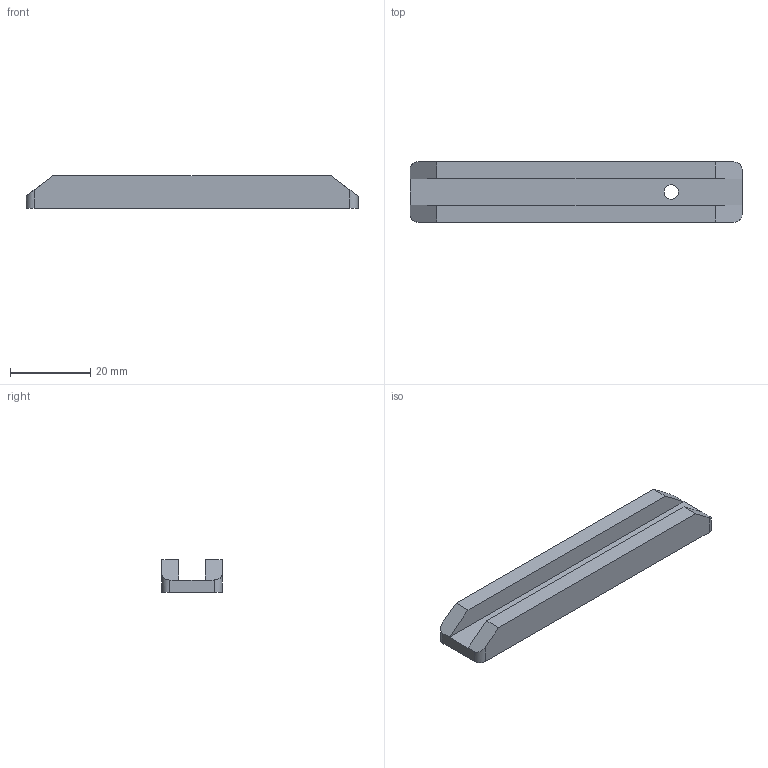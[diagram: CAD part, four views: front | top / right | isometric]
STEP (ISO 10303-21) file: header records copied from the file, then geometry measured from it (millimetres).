
FILE_DESCRIPTION(/* description */ (''),/* implementation_level */ '2;1');
FILE_NAME(/* name */ 'Fastener.step',/* time_stamp */ '2023-06-02T21:55:57+02:00',/* author */ (''),/* organization */ (''),/* preprocessor_version */ 'ST-DEVELOPER v19.2',/* originating_system */ 'Autodesk Translation Framework v12.4.0.73',/* authorisation */ '');
FILE_SCHEMA (('AUTOMOTIVE_DESIGN { 1 0 10303 214 3 1 1 }'));
Length unit declared in the file: millimetre
Products named in the file (1): Fastener
Bounding box: 82.6 x 15 x 8 mm (x, y, z)
Volume: 6867 mm3; surface area: 4608.2 mm2
Topology: 1 solids, 1 shells, 19 faces, 47 edges, 30 vertices
Faces by surface type: plane 14, cylinder 5
Full cylindrical faces by diameter (mm): 3.6 x1
Entity records: 596 total; most frequent: DIRECTION 97, CARTESIAN_POINT 97, ORIENTED_EDGE 94, EDGE_CURVE 47, LINE 37, VECTOR 37, VERTEX_POINT 30, AXIS2_PLACEMENT_3D 30
